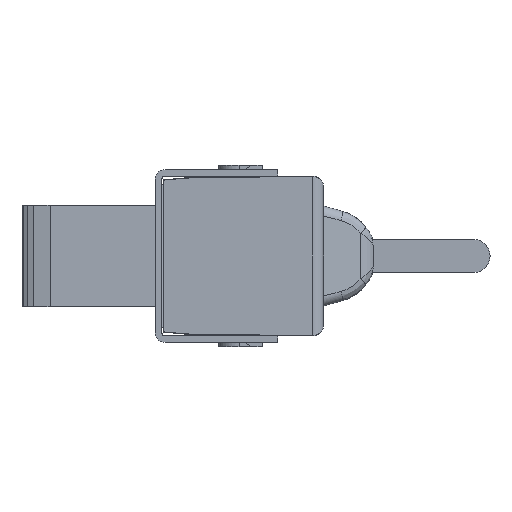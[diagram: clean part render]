
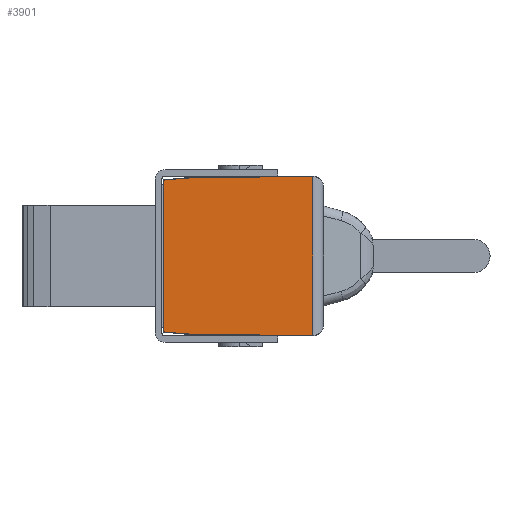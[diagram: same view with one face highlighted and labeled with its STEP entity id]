
A CAD part, left-side view. The second image highlights one B-rep face of the part: STEP entity #3901.
In plain terms, the highlighted planar face has unit normal (-1, 0.009, 0).
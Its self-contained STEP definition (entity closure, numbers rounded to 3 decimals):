
#368 = LINE ( 'NONE', #6374, #1079 ) ;
#458 = CARTESIAN_POINT ( 'NONE',  ( -6.307, 4.978, 2.992 ) ) ;
#594 = VECTOR ( 'NONE', #10115, 1000. ) ;
#1079 = VECTOR ( 'NONE', #2799, 1000. ) ;
#1098 = VERTEX_POINT ( 'NONE', #4657 ) ;
#1151 = CARTESIAN_POINT ( 'NONE',  ( -6.297, 6.096, -2.894 ) ) ;
#1485 = VERTEX_POINT ( 'NONE', #14655 ) ;
#1833 = VECTOR ( 'NONE', #5791, 1000. ) ;
#1944 = CARTESIAN_POINT ( 'NONE',  ( -6.307, 4.978, 2.992 ) ) ;
#1958 = CARTESIAN_POINT ( 'NONE',  ( -6.297, 6.096, 2.894 ) ) ;
#2799 = DIRECTION ( 'NONE',  ( 0., 0., -1. ) ) ;
#3428 = LINE ( 'NONE', #1151, #1833 ) ;
#3472 = EDGE_CURVE ( 'NONE', #1485, #13003, #11619, .T. ) ;
#3901 = ADVANCED_FACE ( 'NONE', ( #10626 ), #7060, .T. ) ;
#4517 = LINE ( 'NONE', #1944, #11388 ) ;
#4657 = CARTESIAN_POINT ( 'NONE',  ( -6.297, 6.096, -2.894 ) ) ;
#4729 = EDGE_CURVE ( 'NONE', #6329, #1098, #368, .T. ) ;
#4772 = AXIS2_PLACEMENT_3D ( 'NONE', #7208, #6081, #10696 ) ;
#5757 = EDGE_CURVE ( 'NONE', #1098, #13494, #3428, .T. ) ;
#5791 = DIRECTION ( 'NONE',  ( -0.009, -0.996, -0.087 ) ) ;
#6081 = DIRECTION ( 'NONE',  ( -1., 0.009, 0. ) ) ;
#6329 = VERTEX_POINT ( 'NONE', #1958 ) ;
#6374 = CARTESIAN_POINT ( 'NONE',  ( -6.297, 6.096, 2.894 ) ) ;
#6693 = LINE ( 'NONE', #10043, #594 ) ;
#6804 = VERTEX_POINT ( 'NONE', #458 ) ;
#6906 = EDGE_CURVE ( 'NONE', #13494, #13003, #6693, .T. ) ;
#7060 = PLANE ( 'NONE',  #4772 ) ;
#7208 = CARTESIAN_POINT ( 'NONE',  ( -6.35, 0., -28.636 ) ) ;
#7289 = LINE ( 'NONE', #11917, #8462 ) ;
#8202 = DIRECTION ( 'NONE',  ( -0.009, -1., 0.009 ) ) ;
#8462 = VECTOR ( 'NONE', #8202, 1000. ) ;
#8887 = ORIENTED_EDGE ( 'NONE', *, *, #5757, .T. ) ;
#8988 = ORIENTED_EDGE ( 'NONE', *, *, #4729, .T. ) ;
#9358 = CARTESIAN_POINT ( 'NONE',  ( -6.346, 0.41, 3.032 ) ) ;
#10043 = CARTESIAN_POINT ( 'NONE',  ( -6.307, 4.978, -2.992 ) ) ;
#10115 = DIRECTION ( 'NONE',  ( -0.009, -1., -0.009 ) ) ;
#10626 = FACE_OUTER_BOUND ( 'NONE', #13556, .T. ) ;
#10696 = DIRECTION ( 'NONE',  ( 0., 0., 1. ) ) ;
#11050 = ORIENTED_EDGE ( 'NONE', *, *, #3472, .F. ) ;
#11173 = EDGE_CURVE ( 'NONE', #6804, #1485, #7289, .T. ) ;
#11388 = VECTOR ( 'NONE', #13770, 1000. ) ;
#11619 = LINE ( 'NONE', #9358, #11794 ) ;
#11794 = VECTOR ( 'NONE', #13976, 1000. ) ;
#11917 = CARTESIAN_POINT ( 'NONE',  ( -6.307, 4.978, 2.992 ) ) ;
#13003 = VERTEX_POINT ( 'NONE', #14394 ) ;
#13102 = EDGE_CURVE ( 'NONE', #6804, #6329, #4517, .T. ) ;
#13219 = ORIENTED_EDGE ( 'NONE', *, *, #13102, .T. ) ;
#13494 = VERTEX_POINT ( 'NONE', #14304 ) ;
#13556 = EDGE_LOOP ( 'NONE', ( #8988, #8887, #13947, #11050, #13773, #13219 ) ) ;
#13770 = DIRECTION ( 'NONE',  ( 0.009, 0.996, -0.087 ) ) ;
#13773 = ORIENTED_EDGE ( 'NONE', *, *, #11173, .F. ) ;
#13947 = ORIENTED_EDGE ( 'NONE', *, *, #6906, .T. ) ;
#13976 = DIRECTION ( 'NONE',  ( 0., 0., -1. ) ) ;
#14304 = CARTESIAN_POINT ( 'NONE',  ( -6.307, 4.978, -2.992 ) ) ;
#14394 = CARTESIAN_POINT ( 'NONE',  ( -6.346, 0.41, -3.032 ) ) ;
#14655 = CARTESIAN_POINT ( 'NONE',  ( -6.346, 0.41, 3.032 ) ) ;
